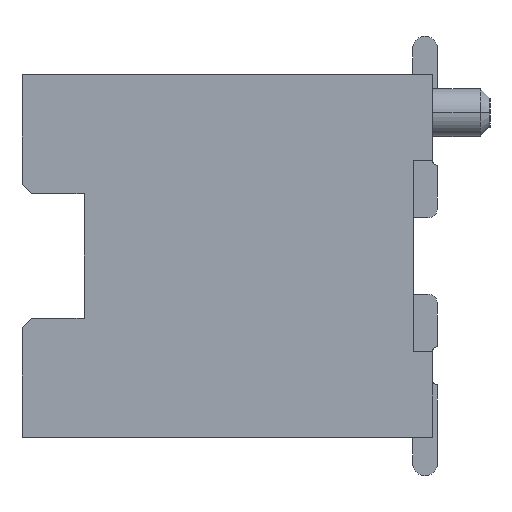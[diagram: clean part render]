
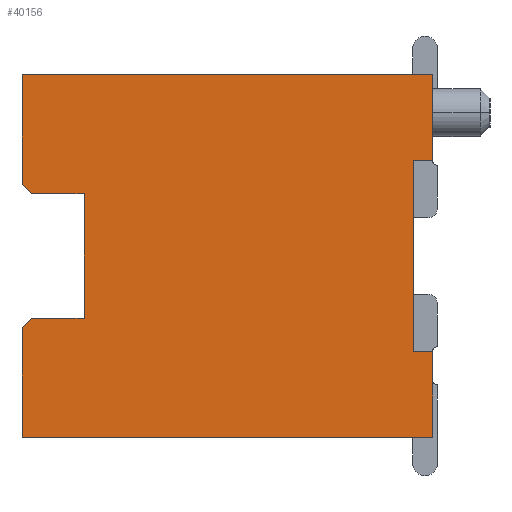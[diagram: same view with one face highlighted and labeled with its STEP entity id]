
A CAD part, left-side view. The second image highlights one B-rep face of the part: STEP entity #40156.
In plain terms, the highlighted planar face has unit normal (-1, 0, 0).
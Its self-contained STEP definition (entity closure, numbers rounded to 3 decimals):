
#9=DIRECTION('',(0.,0.,1.));
#10=VECTOR('',#9,0.9);
#11=CARTESIAN_POINT('',(-7.35,0.,1.));
#12=LINE('',#11,#10);
#29=DIRECTION('',(0.,0.,1.));
#30=VECTOR('',#29,0.9);
#31=CARTESIAN_POINT('',(-7.35,0.,-1.9));
#32=LINE('',#31,#30);
#97=DIRECTION('',(0.,1.,0.));
#98=VECTOR('',#97,4.3);
#99=CARTESIAN_POINT('',(-7.35,0.,1.9));
#100=LINE('',#99,#98);
#6129=DIRECTION('',(0.,0.,1.));
#6130=VECTOR('',#6129,1.15);
#6131=CARTESIAN_POINT('',(-7.35,4.3,0.75));
#6132=LINE('',#6131,#6130);
#6161=DIRECTION('',(0.,0.,1.));
#6162=VECTOR('',#6161,1.15);
#6163=CARTESIAN_POINT('',(-7.35,4.3,-1.9));
#6164=LINE('',#6163,#6162);
#7441=DIRECTION('',(0.,0.707,-0.707));
#7442=VECTOR('',#7441,0.141);
#7443=CARTESIAN_POINT('',(-7.35,4.2,-0.65));
#7444=LINE('',#7443,#7442);
#7445=DIRECTION('',(0.,-1.,0.));
#7446=VECTOR('',#7445,0.55);
#7447=CARTESIAN_POINT('',(-7.35,4.2,-0.65));
#7448=LINE('',#7447,#7446);
#7449=DIRECTION('',(0.,0.,-1.));
#7450=VECTOR('',#7449,1.3);
#7451=CARTESIAN_POINT('',(-7.35,3.65,0.65));
#7452=LINE('',#7451,#7450);
#7453=DIRECTION('',(0.,-1.,0.));
#7454=VECTOR('',#7453,0.55);
#7455=CARTESIAN_POINT('',(-7.35,4.2,0.65));
#7456=LINE('',#7455,#7454);
#7457=DIRECTION('',(0.,-0.707,-0.707));
#7458=VECTOR('',#7457,0.141);
#7459=CARTESIAN_POINT('',(-7.35,4.3,0.75));
#7460=LINE('',#7459,#7458);
#7461=DIRECTION('',(0.,1.,0.));
#7462=VECTOR('',#7461,0.2);
#7463=CARTESIAN_POINT('',(-7.35,0.,1.));
#7464=LINE('',#7463,#7462);
#7465=DIRECTION('',(0.,0.,1.));
#7466=VECTOR('',#7465,2.);
#7467=CARTESIAN_POINT('',(-7.35,0.2,-1.));
#7468=LINE('',#7467,#7466);
#7469=DIRECTION('',(0.,1.,0.));
#7470=VECTOR('',#7469,0.2);
#7471=CARTESIAN_POINT('',(-7.35,0.,-1.));
#7472=LINE('',#7471,#7470);
#7473=DIRECTION('',(0.,1.,0.));
#7474=VECTOR('',#7473,4.3);
#7475=CARTESIAN_POINT('',(-7.35,0.,-1.9));
#7476=LINE('',#7475,#7474);
#26269=CARTESIAN_POINT('',(-7.35,4.3,1.9));
#26271=VERTEX_POINT('',#26269);
#26274=CARTESIAN_POINT('',(-7.35,4.3,-1.9));
#26276=VERTEX_POINT('',#26274);
#26277=CARTESIAN_POINT('',(-7.35,0.,-1.9));
#26278=VERTEX_POINT('',#26277);
#26279=CARTESIAN_POINT('',(-7.35,0.,1.9));
#26280=VERTEX_POINT('',#26279);
#26313=CARTESIAN_POINT('',(-7.35,0.,1.));
#26314=VERTEX_POINT('',#26313);
#26315=CARTESIAN_POINT('',(-7.35,0.,-1.));
#26317=VERTEX_POINT('',#26315);
#26333=CARTESIAN_POINT('',(-7.35,0.2,-1.));
#26334=CARTESIAN_POINT('',(-7.35,0.2,1.));
#26335=VERTEX_POINT('',#26333);
#26336=VERTEX_POINT('',#26334);
#26381=CARTESIAN_POINT('',(-7.35,3.65,0.65));
#26382=CARTESIAN_POINT('',(-7.35,3.65,-0.65));
#26383=VERTEX_POINT('',#26381);
#26384=VERTEX_POINT('',#26382);
#34397=CARTESIAN_POINT('',(-7.35,4.2,-0.65));
#34398=CARTESIAN_POINT('',(-7.35,4.3,-0.75));
#34399=VERTEX_POINT('',#34397);
#34400=VERTEX_POINT('',#34398);
#34457=CARTESIAN_POINT('',(-7.35,4.3,0.75));
#34458=CARTESIAN_POINT('',(-7.35,4.2,0.65));
#34459=VERTEX_POINT('',#34457);
#34460=VERTEX_POINT('',#34458);
#40131=CARTESIAN_POINT('',(-7.35,0.,-1.9));
#40132=DIRECTION('',(-1.,0.,0.));
#40133=DIRECTION('',(0.,0.,1.));
#40134=AXIS2_PLACEMENT_3D('',#40131,#40132,#40133);
#40135=PLANE('',#40134);
#40136=ORIENTED_EDGE('',*,*,#40122,.F.);
#40137=ORIENTED_EDGE('',*,*,#40097,.T.);
#40138=ORIENTED_EDGE('',*,*,#39979,.F.);
#40140=ORIENTED_EDGE('',*,*,#40139,.F.);
#40142=ORIENTED_EDGE('',*,*,#40141,.F.);
#40143=ORIENTED_EDGE('',*,*,#38501,.T.);
#40144=ORIENTED_EDGE('',*,*,#34579,.F.);
#40145=ORIENTED_EDGE('',*,*,#34486,.F.);
#40147=ORIENTED_EDGE('',*,*,#40146,.T.);
#40148=ORIENTED_EDGE('',*,*,#35059,.F.);
#40150=ORIENTED_EDGE('',*,*,#40149,.F.);
#40151=ORIENTED_EDGE('',*,*,#34510,.F.);
#40152=ORIENTED_EDGE('',*,*,#36234,.T.);
#40153=ORIENTED_EDGE('',*,*,#38525,.T.);
#40154=EDGE_LOOP('',(#40136,#40137,#40138,#40140,#40142,#40143,#40144,#40145,
#40147,#40148,#40150,#40151,#40152,#40153));
#40155=FACE_OUTER_BOUND('',#40154,.F.);
#34486=EDGE_CURVE('',#26314,#26280,#12,.T.);
#34510=EDGE_CURVE('',#26278,#26317,#32,.T.);
#34579=EDGE_CURVE('',#26280,#26271,#100,.T.);
#35059=EDGE_CURVE('',#26335,#26336,#7468,.T.);
#36234=EDGE_CURVE('',#26278,#26276,#7476,.T.);
#38501=EDGE_CURVE('',#34459,#26271,#6132,.T.);
#38525=EDGE_CURVE('',#26276,#34400,#6164,.T.);
#39979=EDGE_CURVE('',#26383,#26384,#7452,.T.);
#40097=EDGE_CURVE('',#34399,#26384,#7448,.T.);
#40122=EDGE_CURVE('',#34399,#34400,#7444,.T.);
#40139=EDGE_CURVE('',#34460,#26383,#7456,.T.);
#40141=EDGE_CURVE('',#34459,#34460,#7460,.T.);
#40146=EDGE_CURVE('',#26314,#26336,#7464,.T.);
#40149=EDGE_CURVE('',#26317,#26335,#7472,.T.);
#40156=ADVANCED_FACE('',(#40155),#40135,.T.);
